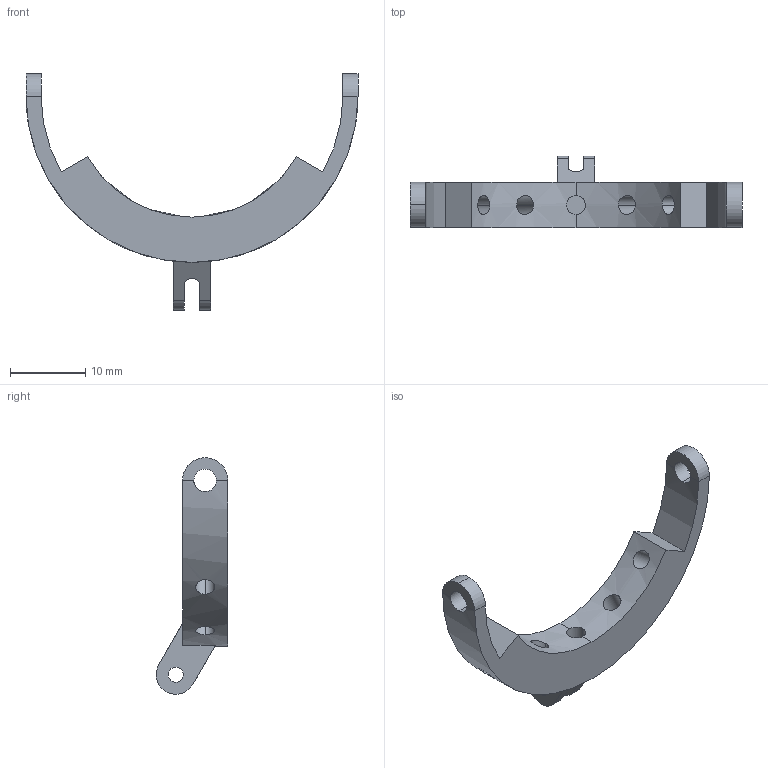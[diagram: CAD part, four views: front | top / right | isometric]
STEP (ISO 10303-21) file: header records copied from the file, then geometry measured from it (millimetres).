
FILE_DESCRIPTION (( 'STEP AP214' ), '1' );
FILE_NAME ('Eyelid-Down.STEP', '2025-09-29T07:41:00', ( 'Windows User' ), ( '' ), 'SwSTEP 2.0', 'SolidWorks 2023', '' );
FILE_SCHEMA (( 'AUTOMOTIVE_DESIGN' ));
Length unit declared in the file: millimetre
Products named in the file (1): Eyelid-Down
Bounding box: 44 x 9.5 x 31.35 mm (x, y, z)
Volume: 1707.7 mm3; surface area: 1809.6 mm2
Topology: 1 solids, 1 shells, 47 faces, 139 edges, 90 vertices
Faces by surface type: cylinder 31, plane 16
Entity records: 2537 total; most frequent: CARTESIAN_POINT 731, ORIENTED_EDGE 278, DIRECTION 249, EDGE_CURVE 139, AXIS2_PLACEMENT_3D 92, VERTEX_POINT 90, VECTOR 65, LINE 65
